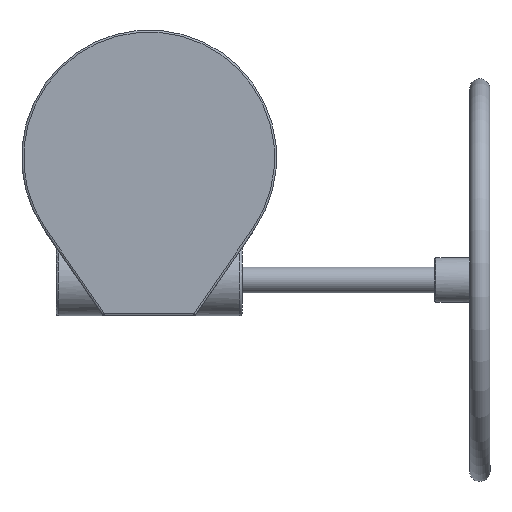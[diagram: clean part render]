
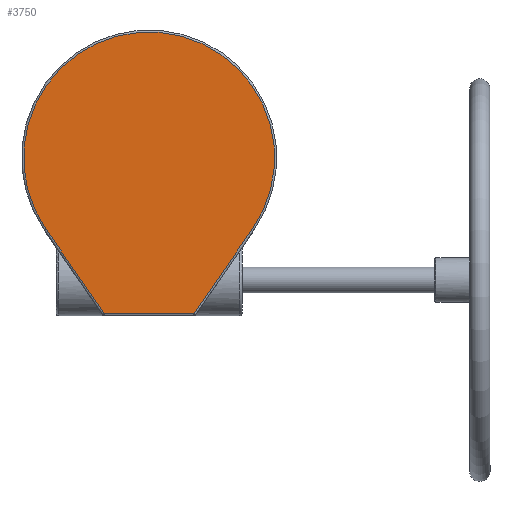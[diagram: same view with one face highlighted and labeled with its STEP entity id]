
A CAD part, front view. The second image highlights one B-rep face of the part: STEP entity #3750.
In plain terms, the highlighted planar face has unit normal (0, -1, 0).
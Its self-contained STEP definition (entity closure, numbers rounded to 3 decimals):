
#68=PLANE('',#4058);
#283=FACE_OUTER_BOUND('',#507,.T.);
#507=EDGE_LOOP('',(#2969,#2970,#2971,#2972));
#938=CIRCLE('',#4059,123.);
#1114=LINE('',#16269,#1305);
#1115=LINE('',#16278,#1306);
#1116=LINE('',#16282,#1307);
#1305=VECTOR('',#4615,10.);
#1306=VECTOR('',#4630,10.);
#1307=VECTOR('',#4635,10.);
#1614=VERTEX_POINT('',#16265);
#1615=VERTEX_POINT('',#16267);
#1616=VERTEX_POINT('',#16277);
#1617=VERTEX_POINT('',#16281);
#2099=EDGE_CURVE('',#1615,#1614,#1114,.T.);
#2103=EDGE_CURVE('',#1614,#1616,#1115,.T.);
#2105=EDGE_CURVE('',#1617,#1615,#1116,.T.);
#2106=EDGE_CURVE('',#1616,#1617,#938,.T.);
#2969=ORIENTED_EDGE('',*,*,#2099,.F.);
#2970=ORIENTED_EDGE('',*,*,#2105,.F.);
#2971=ORIENTED_EDGE('',*,*,#2106,.F.);
#2972=ORIENTED_EDGE('',*,*,#2103,.F.);
#3750=ADVANCED_FACE('',(#283),#68,.F.);
#4058=AXIS2_PLACEMENT_3D('',#16280,#4633,#4634);
#4059=AXIS2_PLACEMENT_3D('',#16283,#4636,#4637);
#4615=DIRECTION('',(-1.,0.,0.));
#4630=DIRECTION('',(-0.567,0.,0.823));
#4633=DIRECTION('center_axis',(0.,1.,0.));
#4634=DIRECTION('ref_axis',(1.,0.,0.));
#4635=DIRECTION('',(-0.567,0.,-0.823));
#4636=DIRECTION('center_axis',(0.,1.,0.));
#4637=DIRECTION('ref_axis',(0.,0.,1.));
#16265=CARTESIAN_POINT('',(-43.949,-90.,-153.));
#16267=CARTESIAN_POINT('',(43.949,-90.,-153.));
#16269=CARTESIAN_POINT('',(-22.5,-90.,-153.));
#16277=CARTESIAN_POINT('',(-101.285,-90.,-69.788));
#16278=CARTESIAN_POINT('',(-97.781,-90.,-74.874));
#16280=CARTESIAN_POINT('Origin',(0.,-90.,-15.));
#16281=CARTESIAN_POINT('',(101.285,-90.,-69.788));
#16282=CARTESIAN_POINT('',(68.815,-90.,-116.912));
#16283=CARTESIAN_POINT('Origin',(0.,-90.,0.));
